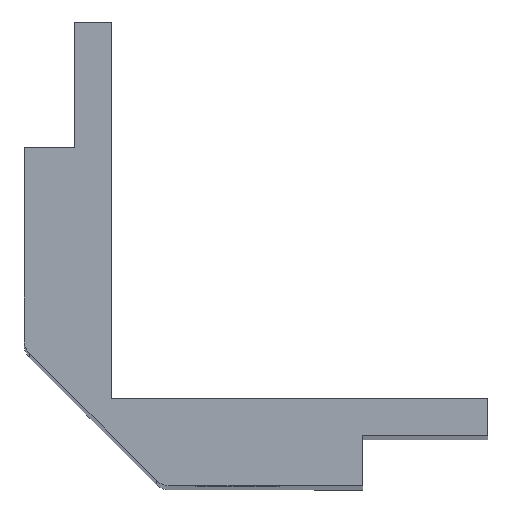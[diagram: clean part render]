
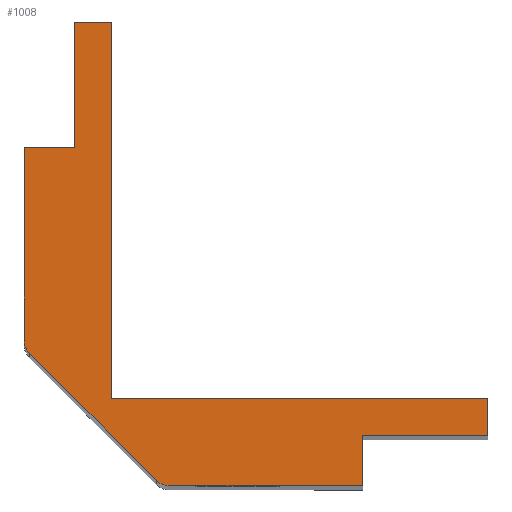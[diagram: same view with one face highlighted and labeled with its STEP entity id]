
A CAD part, top view. The second image highlights one B-rep face of the part: STEP entity #1008.
In plain terms, the highlighted planar face has unit normal (0, 0, 1).
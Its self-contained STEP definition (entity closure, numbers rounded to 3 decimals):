
#36 = VECTOR ( 'NONE', #921, 1000. ) ;
#46 = VERTEX_POINT ( 'NONE', #1947 ) ;
#65 = DIRECTION ( 'NONE',  ( 1., 0., 0. ) ) ;
#86 = DIRECTION ( 'NONE',  ( 1., 0., 0. ) ) ;
#88 = CARTESIAN_POINT ( 'NONE',  ( 30., -3., 280. ) ) ;
#90 = DIRECTION ( 'NONE',  ( 0.707, -0.707, 0. ) ) ;
#91 = EDGE_CURVE ( 'NONE', #258, #1018, #356, .T. ) ;
#123 = DIRECTION ( 'NONE',  ( 0., -1., 0. ) ) ;
#167 = ORIENTED_EDGE ( 'NONE', *, *, #1942, .T. ) ;
#175 = CARTESIAN_POINT ( 'NONE',  ( 4., -7., 280. ) ) ;
#222 = CARTESIAN_POINT ( 'NONE',  ( 0., 0., 280. ) ) ;
#236 = VERTEX_POINT ( 'NONE', #241 ) ;
#237 = VECTOR ( 'NONE', #86, 1000. ) ;
#241 = CARTESIAN_POINT ( 'NONE',  ( 20., -7., 280. ) ) ;
#258 = VERTEX_POINT ( 'NONE', #1586 ) ;
#279 = EDGE_CURVE ( 'NONE', #907, #771, #1783, .T. ) ;
#298 = AXIS2_PLACEMENT_3D ( 'NONE', #222, #1242, #1747 ) ;
#337 = VECTOR ( 'NONE', #1374, 1000. ) ;
#353 = VERTEX_POINT ( 'NONE', #2172 ) ;
#356 = LINE ( 'NONE', #711, #337 ) ;
#405 = VERTEX_POINT ( 'NONE', #676 ) ;
#406 = DIRECTION ( 'NONE',  ( 0., 1., 0. ) ) ;
#478 = VECTOR ( 'NONE', #90, 1000. ) ;
#481 = CARTESIAN_POINT ( 'NONE',  ( -3., 30., 280. ) ) ;
#526 = EDGE_CURVE ( 'NONE', #1743, #46, #1481, .T. ) ;
#563 = CARTESIAN_POINT ( 'NONE',  ( 3.561, -6.561, 280. ) ) ;
#573 = CARTESIAN_POINT ( 'NONE',  ( 0., 0., 280. ) ) ;
#613 = DIRECTION ( 'NONE',  ( 1., 0., 0. ) ) ;
#642 = CARTESIAN_POINT ( 'NONE',  ( -7., 4., 280. ) ) ;
#651 = VERTEX_POINT ( 'NONE', #1500 ) ;
#653 = VECTOR ( 'NONE', #406, 1000. ) ;
#674 = CARTESIAN_POINT ( 'NONE',  ( -5.5, 4.621, 280. ) ) ;
#676 = CARTESIAN_POINT ( 'NONE',  ( 0., 30., 280. ) ) ;
#678 = CIRCLE ( 'NONE', #1889, 1.5 ) ;
#711 = CARTESIAN_POINT ( 'NONE',  ( 20., 0., 280. ) ) ;
#720 = VECTOR ( 'NONE', #1415, 1000. ) ;
#733 = LINE ( 'NONE', #946, #653 ) ;
#744 = ORIENTED_EDGE ( 'NONE', *, *, #279, .T. ) ;
#771 = VERTEX_POINT ( 'NONE', #563 ) ;
#773 = CARTESIAN_POINT ( 'NONE',  ( -3., 20., 280. ) ) ;
#780 = CIRCLE ( 'NONE', #1065, 1.5 ) ;
#808 = LINE ( 'NONE', #175, #2075 ) ;
#836 = EDGE_CURVE ( 'NONE', #1435, #651, #1794, .T. ) ;
#837 = DIRECTION ( 'NONE',  ( 1., 0., 0. ) ) ;
#878 = LINE ( 'NONE', #1543, #237 ) ;
#898 = ORIENTED_EDGE ( 'NONE', *, *, #836, .T. ) ;
#906 = EDGE_CURVE ( 'NONE', #2082, #236, #808, .T. ) ;
#907 = VERTEX_POINT ( 'NONE', #2021 ) ;
#921 = DIRECTION ( 'NONE',  ( 0., 1., 0. ) ) ;
#942 = ORIENTED_EDGE ( 'NONE', *, *, #1472, .T. ) ;
#946 = CARTESIAN_POINT ( 'NONE',  ( 20., -195.898, 280. ) ) ;
#948 = LINE ( 'NONE', #1608, #2144 ) ;
#966 = CARTESIAN_POINT ( 'NONE',  ( -7., 7., 280. ) ) ;
#982 = EDGE_CURVE ( 'NONE', #1743, #405, #1604, .T. ) ;
#1000 = ORIENTED_EDGE ( 'NONE', *, *, #1455, .F. ) ;
#1008 = ADVANCED_FACE ( 'NONE', ( #2089 ), #1734, .T. ) ;
#1018 = VERTEX_POINT ( 'NONE', #1812 ) ;
#1021 = DIRECTION ( 'NONE',  ( 1., 0., 0. ) ) ;
#1046 = DIRECTION ( 'NONE',  ( 1., 0., 0. ) ) ;
#1065 = AXIS2_PLACEMENT_3D ( 'NONE', #1179, #2016, #1021 ) ;
#1081 = VECTOR ( 'NONE', #2158, 1000. ) ;
#1089 = LINE ( 'NONE', #1751, #720 ) ;
#1115 = VECTOR ( 'NONE', #65, 1000. ) ;
#1174 = EDGE_LOOP ( 'NONE', ( #898, #1684, #744, #167, #1451, #1517, #1796, #1000, #1414, #942, #1864, #1852, #1425 ) ) ;
#1179 = CARTESIAN_POINT ( 'NONE',  ( 4.621, -5.5, 280. ) ) ;
#1235 = VERTEX_POINT ( 'NONE', #88 ) ;
#1236 = CARTESIAN_POINT ( 'NONE',  ( -7., 20., 280. ) ) ;
#1242 = DIRECTION ( 'NONE',  ( 0., 0., 1. ) ) ;
#1296 = EDGE_CURVE ( 'NONE', #1435, #46, #948, .T. ) ;
#1373 = EDGE_CURVE ( 'NONE', #236, #353, #733, .T. ) ;
#1374 = DIRECTION ( 'NONE',  ( -1., 0., 0. ) ) ;
#1413 = CARTESIAN_POINT ( 'NONE',  ( -3., 30., 280. ) ) ;
#1414 = ORIENTED_EDGE ( 'NONE', *, *, #91, .T. ) ;
#1415 = DIRECTION ( 'NONE',  ( 0., -1., 0. ) ) ;
#1425 = ORIENTED_EDGE ( 'NONE', *, *, #1296, .F. ) ;
#1435 = VERTEX_POINT ( 'NONE', #1236 ) ;
#1451 = ORIENTED_EDGE ( 'NONE', *, *, #906, .T. ) ;
#1455 = EDGE_CURVE ( 'NONE', #258, #1235, #1089, .T. ) ;
#1472 = EDGE_CURVE ( 'NONE', #1018, #405, #2063, .T. ) ;
#1481 = LINE ( 'NONE', #773, #1594 ) ;
#1500 = CARTESIAN_POINT ( 'NONE',  ( -7., 4.621, 280. ) ) ;
#1517 = ORIENTED_EDGE ( 'NONE', *, *, #1373, .T. ) ;
#1543 = CARTESIAN_POINT ( 'NONE',  ( 7., -3., 280. ) ) ;
#1586 = CARTESIAN_POINT ( 'NONE',  ( 30., 0., 280. ) ) ;
#1594 = VECTOR ( 'NONE', #123, 1000. ) ;
#1604 = LINE ( 'NONE', #1413, #1115 ) ;
#1608 = CARTESIAN_POINT ( 'NONE',  ( -195.898, 20., 280. ) ) ;
#1684 = ORIENTED_EDGE ( 'NONE', *, *, #2070, .T. ) ;
#1685 = DIRECTION ( 'NONE',  ( 0., 0., 1. ) ) ;
#1734 = PLANE ( 'NONE',  #298 ) ;
#1743 = VERTEX_POINT ( 'NONE', #481 ) ;
#1747 = DIRECTION ( 'NONE',  ( 1., 0., 0. ) ) ;
#1751 = CARTESIAN_POINT ( 'NONE',  ( 30., 0., 280. ) ) ;
#1783 = LINE ( 'NONE', #642, #478 ) ;
#1794 = LINE ( 'NONE', #966, #1081 ) ;
#1796 = ORIENTED_EDGE ( 'NONE', *, *, #1967, .T. ) ;
#1812 = CARTESIAN_POINT ( 'NONE',  ( 0., 0., 280. ) ) ;
#1852 = ORIENTED_EDGE ( 'NONE', *, *, #526, .T. ) ;
#1864 = ORIENTED_EDGE ( 'NONE', *, *, #982, .F. ) ;
#1889 = AXIS2_PLACEMENT_3D ( 'NONE', #674, #1685, #1046 ) ;
#1942 = EDGE_CURVE ( 'NONE', #771, #2082, #780, .T. ) ;
#1947 = CARTESIAN_POINT ( 'NONE',  ( -3., 20., 280. ) ) ;
#1967 = EDGE_CURVE ( 'NONE', #353, #1235, #878, .T. ) ;
#2016 = DIRECTION ( 'NONE',  ( 0., 0., 1. ) ) ;
#2021 = CARTESIAN_POINT ( 'NONE',  ( -6.561, 3.561, 280. ) ) ;
#2063 = LINE ( 'NONE', #573, #36 ) ;
#2070 = EDGE_CURVE ( 'NONE', #651, #907, #678, .T. ) ;
#2075 = VECTOR ( 'NONE', #837, 1000. ) ;
#2082 = VERTEX_POINT ( 'NONE', #2168 ) ;
#2089 = FACE_OUTER_BOUND ( 'NONE', #1174, .T. ) ;
#2144 = VECTOR ( 'NONE', #613, 1000. ) ;
#2158 = DIRECTION ( 'NONE',  ( 0., -1., 0. ) ) ;
#2168 = CARTESIAN_POINT ( 'NONE',  ( 4.621, -7., 280. ) ) ;
#2172 = CARTESIAN_POINT ( 'NONE',  ( 20., -3., 280. ) ) ;
